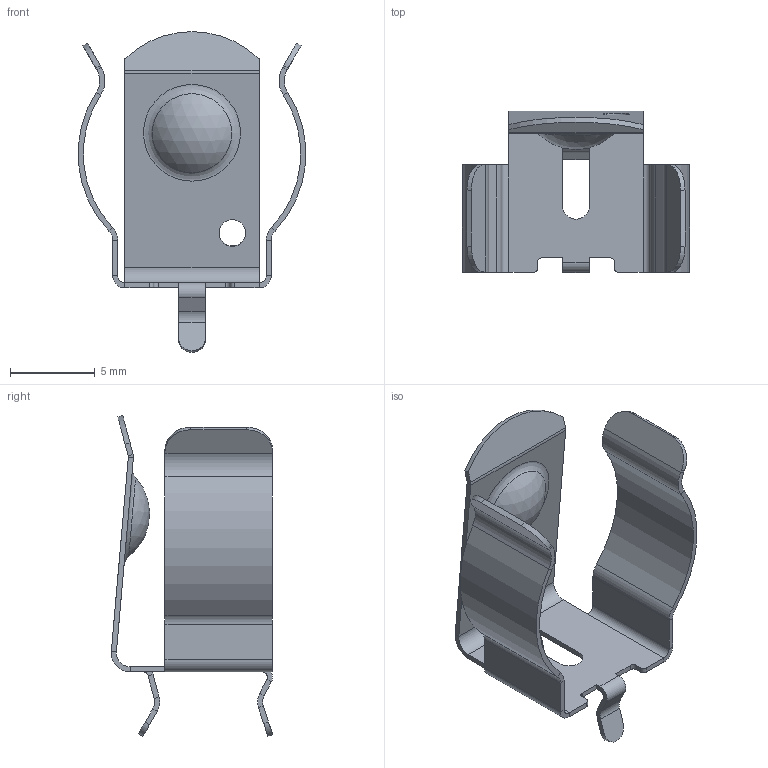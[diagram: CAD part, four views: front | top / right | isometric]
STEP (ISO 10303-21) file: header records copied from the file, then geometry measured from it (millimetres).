
FILE_DESCRIPTION(('FreeCAD Model'),'2;1');
FILE_NAME('Open CASCADE Shape Model','2022-07-12T23:32:28',(''),(''), 'Open CASCADE STEP processor 7.6','FreeCAD','Unknown');
FILE_SCHEMA(('AUTOMOTIVE_DESIGN { 1 0 10303 214 1 1 1 1 }'));
Length unit declared in the file: millimetre
Products named in the file (1): Compound
Bounding box: 13.42 x 9.53 x 18.94 mm (x, y, z)
Volume: 118 mm3; surface area: 822.4 mm2
Topology: 1 solids, 1 shells, 135 faces, 297 edges, 166 vertices
Faces by surface type: plane 88, cylinder 43, torus 2, sphere 2
Full cylindrical faces by diameter (mm): 1.575 x1
Entity records: 7659 total; most frequent: CARTESIAN_POINT 1506, DIRECTION 1206, LINE 708, VECTOR 708, ORIENTED_EDGE 594, PCURVE 594, DEFINITIONAL_REPRESENTATION 594, EDGE_CURVE 297
